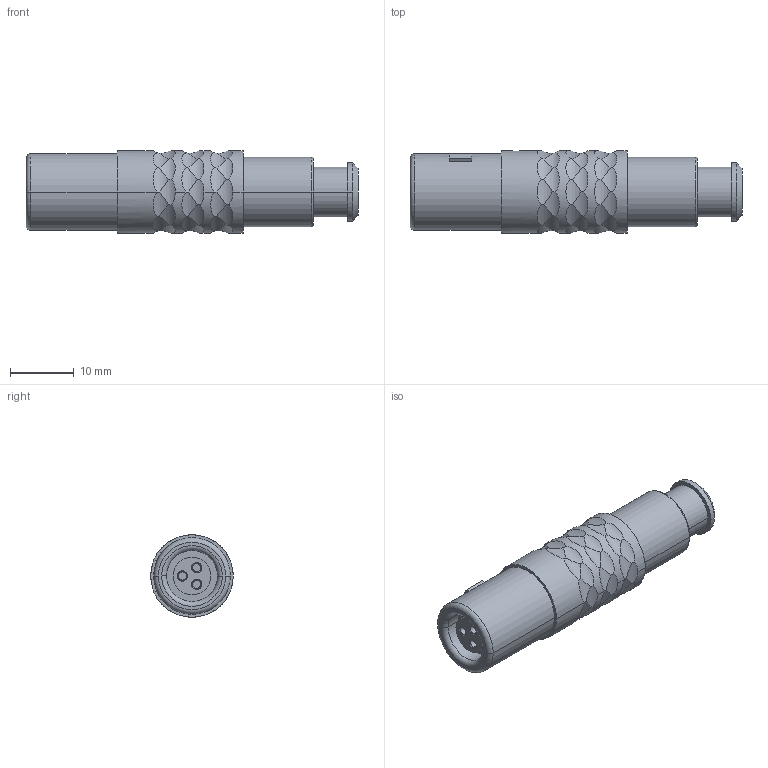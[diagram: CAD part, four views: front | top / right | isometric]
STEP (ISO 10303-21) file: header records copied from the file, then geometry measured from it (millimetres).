
FILE_DESCRIPTION((''),'2;1');
FILE_NAME('S21KFC-P03L','2014-02-06T',('RTrager'),(''),'PRO/ENGINEER BY PARAMETRIC TECHNOLOGY CORPORATION, 2013050','PRO/ENGINEER BY PARAMETRIC TECHNOLOGY CORPORATION, 2013050','');
FILE_SCHEMA(('CONFIG_CONTROL_DESIGN'));
Length unit declared in the file: millimetre
Products named in the file (1): S21KFC-P03L
Bounding box: 52 x 12.9 x 12.9 mm (x, y, z)
Volume: 4562.9 mm3; surface area: 2986.2 mm2
Topology: 1 solids, 1 shells, 167 faces, 420 edges, 272 vertices
Faces by surface type: cylinder 114, plane 31, torus 9, cone 8, bspline 5
Entity records: 7254 total; most frequent: CARTESIAN_POINT 3531, ORIENTED_EDGE 840, DIRECTION 650, EDGE_CURVE 420, AXIS2_PLACEMENT_3D 277, VERTEX_POINT 272, B_SPLINE_CURVE_WITH_KNOTS 209, EDGE_LOOP 184
